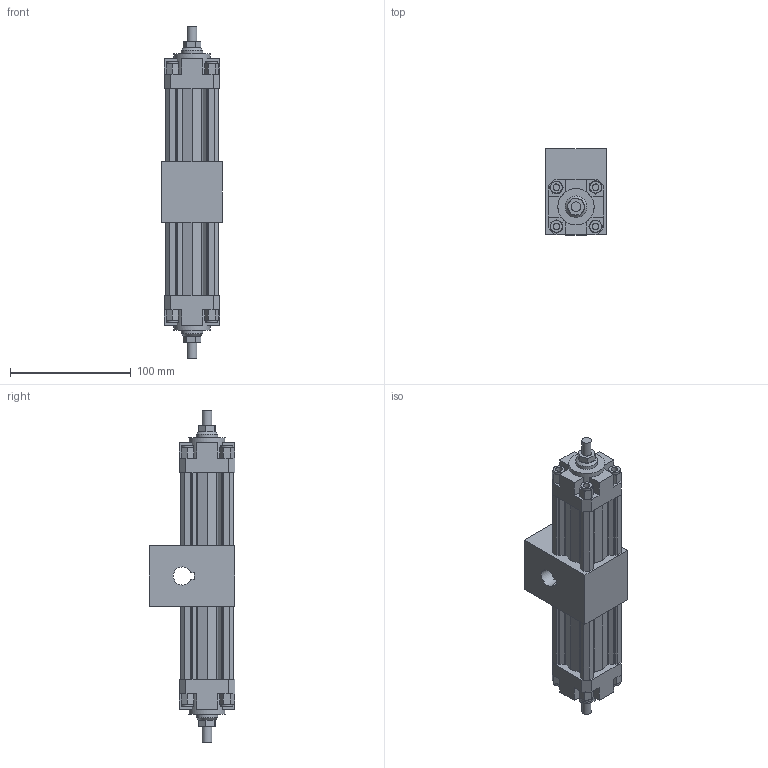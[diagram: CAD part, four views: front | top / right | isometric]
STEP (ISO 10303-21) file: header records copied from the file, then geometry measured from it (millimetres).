
FILE_DESCRIPTION(/* description */ ('Unknown'),/* implementation_level */ '2;1');
FILE_NAME(/* name */ '1330.32.90.01R',/* time_stamp */ '2019-06-21T13:24:01-04:00',/* author */ ('Unknown'),/* organization */ ('Unknown'),/* preprocessor_version */ 'ST-DEVELOPER v16.7',/* originating_system */ 'DEX',/* authorisation */ $);
FILE_SCHEMA (('AUTOMOTIVE_DESIGN {1 0 10303 214 3 1 1}'));
Length unit declared in the file: millimetre
Products named in the file (1): 1330.32.180.01R
Bounding box: 50 x 71 x 275 mm (x, y, z)
Volume: 427181.6 mm3; surface area: 74021.7 mm2
Topology: 1 solids, 1 shells, 342 faces, 870 edges, 573 vertices
Faces by surface type: plane 288, cylinder 50, cone 4
Full cylindrical faces by diameter (mm): 4.917 x8, 5.5 x8, 8 x2, 8.566 x2, 9.7 x8, 18 x2, 25 x1, 30 x2
Entity records: 9956 total; most frequent: CARTESIAN_POINT 1727, DIRECTION 1648, ORIENTED_EDGE 1644, EDGE_CURVE 822, LINE 682, VECTOR 682, VERTEX_POINT 562, AXIS2_PLACEMENT_3D 483
